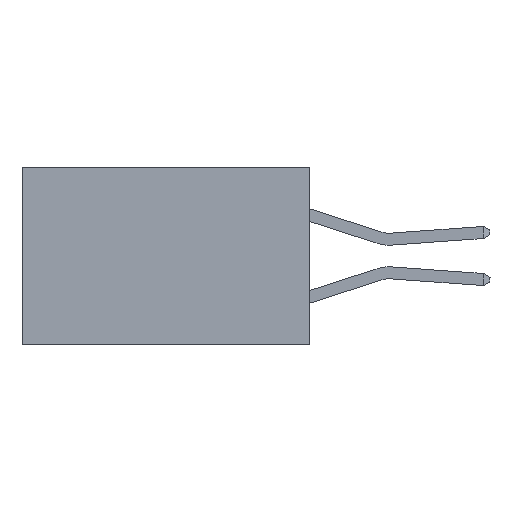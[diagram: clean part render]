
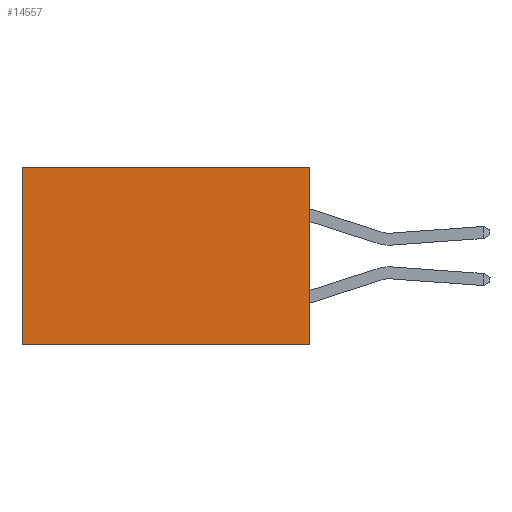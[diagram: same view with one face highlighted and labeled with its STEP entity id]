
A CAD part, left-side view. The second image highlights one B-rep face of the part: STEP entity #14557.
In plain terms, the highlighted planar face has unit normal (-1, 0, 0).
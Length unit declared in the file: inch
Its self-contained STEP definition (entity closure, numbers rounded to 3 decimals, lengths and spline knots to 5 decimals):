
#386 = CARTESIAN_POINT ( 'NONE',  ( 0.298, 0.6, 0. ) ) ;
#712 = LINE ( 'NONE', #14306, #11216 ) ;
#1374 = ORIENTED_EDGE ( 'NONE', *, *, #18289, .F. ) ;
#1493 = CARTESIAN_POINT ( 'NONE',  ( 0.298, 0.6, 0. ) ) ;
#1588 = DIRECTION ( 'NONE',  ( 0., 0., -1. ) ) ;
#1660 = CARTESIAN_POINT ( 'NONE',  ( 0.298, 0., 0. ) ) ;
#2723 = VERTEX_POINT ( 'NONE', #12776 ) ;
#3105 = DIRECTION ( 'NONE',  ( 0., 1., 0. ) ) ;
#3240 = DIRECTION ( 'NONE',  ( 0., 1., 0. ) ) ;
#3549 = ORIENTED_EDGE ( 'NONE', *, *, #15011, .T. ) ;
#4992 = PLANE ( 'NONE',  #17620 ) ;
#5028 = CARTESIAN_POINT ( 'NONE',  ( 0.298, 0., 0. ) ) ;
#6315 = ORIENTED_EDGE ( 'NONE', *, *, #16507, .F. ) ;
#6363 = DIRECTION ( 'NONE',  ( 0., 0., -1. ) ) ;
#7142 = VECTOR ( 'NONE', #6363, 39.37008 ) ;
#8082 = DIRECTION ( 'NONE',  ( 1., 0., 0. ) ) ;
#8649 = LINE ( 'NONE', #1493, #7142 ) ;
#11216 = VECTOR ( 'NONE', #3240, 39.37008 ) ;
#12776 = CARTESIAN_POINT ( 'NONE',  ( 0.298, 0.6, -0.37 ) ) ;
#13755 = FACE_OUTER_BOUND ( 'NONE', #17192, .T. ) ;
#13880 = VERTEX_POINT ( 'NONE', #14357 ) ;
#14237 = CARTESIAN_POINT ( 'NONE',  ( 0.298, 0., -0.37 ) ) ;
#14306 = CARTESIAN_POINT ( 'NONE',  ( 0.298, 0., 0. ) ) ;
#14357 = CARTESIAN_POINT ( 'NONE',  ( 0.298, 0., 0. ) ) ;
#14557 = ADVANCED_FACE ( 'NONE', ( #13755 ), #4992, .F. ) ;
#14786 = LINE ( 'NONE', #5028, #18546 ) ;
#15011 = EDGE_CURVE ( 'NONE', #13880, #16484, #712, .T. ) ;
#15188 = ORIENTED_EDGE ( 'NONE', *, *, #18953, .T. ) ;
#16469 = VECTOR ( 'NONE', #3105, 39.37008 ) ;
#16484 = VERTEX_POINT ( 'NONE', #386 ) ;
#16487 = DIRECTION ( 'NONE',  ( 0., 0., -1. ) ) ;
#16507 = EDGE_CURVE ( 'NONE', #13880, #20687, #14786, .T. ) ;
#16690 = CARTESIAN_POINT ( 'NONE',  ( 0.298, 0., -0.37 ) ) ;
#17192 = EDGE_LOOP ( 'NONE', ( #15188, #1374, #6315, #3549 ) ) ;
#17466 = LINE ( 'NONE', #14237, #16469 ) ;
#17620 = AXIS2_PLACEMENT_3D ( 'NONE', #1660, #8082, #1588 ) ;
#18289 = EDGE_CURVE ( 'NONE', #20687, #2723, #17466, .T. ) ;
#18546 = VECTOR ( 'NONE', #16487, 39.37008 ) ;
#18953 = EDGE_CURVE ( 'NONE', #16484, #2723, #8649, .T. ) ;
#20687 = VERTEX_POINT ( 'NONE', #16690 ) ;
